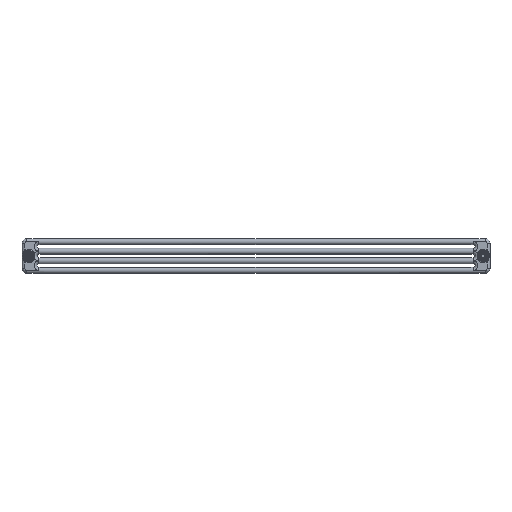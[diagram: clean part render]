
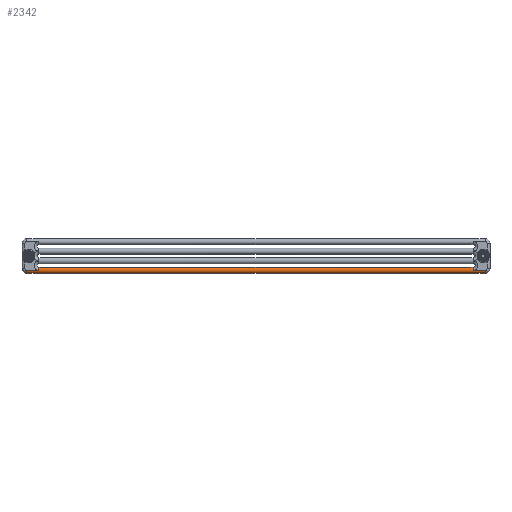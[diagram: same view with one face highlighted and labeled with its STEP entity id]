
A CAD part, left-side view. The second image highlights one B-rep face of the part: STEP entity #2342.
In plain terms, the highlighted cylindrical face has radius 12.5 mm (diameter 25 mm), a partial arc.
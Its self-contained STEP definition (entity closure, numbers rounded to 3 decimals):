
#540=DIRECTION('',(0.,1.,0.));
#541=VECTOR('',#540,51.85);
#542=CARTESIAN_POINT('',(12.5,-30.125,-0.033));
#543=LINE('',#542,#541);
#576=CARTESIAN_POINT('',(12.5,-30.125,-0.033));
#577=CARTESIAN_POINT('',(13.809,-30.125,-0.033));
#578=CARTESIAN_POINT('',(16.427,-30.125,
-0.4));
#579=CARTESIAN_POINT('',(19.969,-30.125,-2.222));
#580=CARTESIAN_POINT('',(22.781,-30.125,-5.036));
#581=CARTESIAN_POINT('',(24.583,-30.125,-8.55));
#582=CARTESIAN_POINT('',(25.005,-30.125,-11.241));
#583=CARTESIAN_POINT('',(25.,-30.125,-12.6));
#590=DIRECTION('',(0.,-1.,0.));
#591=VECTOR('',#590,1833.1);
#592=CARTESIAN_POINT('',(0.,-41.725,-12.575));
#593=LINE('',#592,#591);
#604=DIRECTION('',(0.,-1.,0.));
#605=VECTOR('',#604,1833.1);
#606=CARTESIAN_POINT('',(25.,-41.725,-12.575));
#607=LINE('',#606,#605);
#608=DIRECTION('',(0.,-1.,0.001));
#609=VECTOR('',#608,11.6);
#610=CARTESIAN_POINT('',(25.,-1874.825,-12.575));
#611=LINE('',#610,#609);
#612=CARTESIAN_POINT('',(12.5,-1886.425,-12.5));
#613=DIRECTION('',(0.,1.,0.));
#614=DIRECTION('',(0.,0.,1.));
#615=AXIS2_PLACEMENT_3D('',#612,#613,#614);
#617=CARTESIAN_POINT('',(12.5,-1938.275,-12.5));
#618=DIRECTION('',(0.,1.,0.));
#619=DIRECTION('',(-1.,0.,-0.008));
#620=AXIS2_PLACEMENT_3D('',#617,#618,#619);
#622=DIRECTION('',(0.,-1.,0.));
#623=VECTOR('',#622,63.45);
#624=CARTESIAN_POINT('',(0.,-1874.825,-12.575));
#625=LINE('',#624,#623);
#626=DIRECTION('',(0.,-1.,0.));
#627=VECTOR('',#626,63.45);
#628=CARTESIAN_POINT('',(0.,21.725,-12.6));
#629=LINE('',#628,#627);
#630=DIRECTION('',(0.,1.,-0.002));
#631=VECTOR('',#630,11.6);
#632=CARTESIAN_POINT('',(25.,-41.725,-12.575));
#633=LINE('',#632,#631);
#1108=DIRECTION('',(0.,1.,0.));
#1109=VECTOR('',#1108,51.85);
#1110=CARTESIAN_POINT('',(12.5,-1938.275,0.));
#1111=LINE('',#1110,#1109);
#1286=CARTESIAN_POINT('',(0.,-1938.275,
-12.567));
#1361=CARTESIAN_POINT('',(0.,21.725,
-12.6));
#1362=CARTESIAN_POINT('',(-0.005,21.725,
-11.241));
#1363=CARTESIAN_POINT('',(0.417,21.725,
-8.55));
#1364=CARTESIAN_POINT('',(2.219,21.725,-5.036));
#1365=CARTESIAN_POINT('',(5.031,21.725,-2.222));
#1366=CARTESIAN_POINT('',(8.573,21.725,
-0.4));
#1367=CARTESIAN_POINT('',(11.191,21.725,
-0.033));
#1368=CARTESIAN_POINT('',(12.5,21.725,
-0.033));
#1480=CARTESIAN_POINT('',(12.5,-30.125,-0.033));
#1481=CARTESIAN_POINT('',(12.5,21.725,
-0.033));
#1482=VERTEX_POINT('',#1480);
#1483=VERTEX_POINT('',#1481);
#1505=VERTEX_POINT('',#1361);
#1514=VERTEX_POINT('',#583);
#1562=CARTESIAN_POINT('',(12.5,-1938.275,0.));
#1563=CARTESIAN_POINT('',(12.5,-1886.425,0.));
#1564=VERTEX_POINT('',#1562);
#1565=VERTEX_POINT('',#1563);
#1594=VERTEX_POINT('',#1286);
#1602=CARTESIAN_POINT('',(25.,-1886.425,-12.6));
#1603=VERTEX_POINT('',#1602);
#1655=CARTESIAN_POINT('',(25.,-41.725,-12.575));
#1656=VERTEX_POINT('',#1655);
#1657=CARTESIAN_POINT('',(0.,-41.725,-12.575));
#1658=VERTEX_POINT('',#1657);
#1665=CARTESIAN_POINT('',(25.,-1874.825,-12.575));
#1666=VERTEX_POINT('',#1665);
#1667=CARTESIAN_POINT('',(0.,-1874.825,-12.575));
#1668=VERTEX_POINT('',#1667);
#2319=CARTESIAN_POINT('',(12.5,-4012.737,-12.5));
#2320=DIRECTION('',(0.,1.,0.));
#2321=DIRECTION('',(-1.,0.,0.));
#2322=AXIS2_PLACEMENT_3D('',#2319,#2320,#2321);
#2323=CYLINDRICAL_SURFACE('',#2322,12.5);
#2324=ORIENTED_EDGE('',*,*,#2306,.T.);
#2325=ORIENTED_EDGE('',*,*,#2304,.T.);
#2327=ORIENTED_EDGE('',*,*,#2326,.F.);
#2329=ORIENTED_EDGE('',*,*,#2328,.F.);
#2331=ORIENTED_EDGE('',*,*,#2330,.F.);
#2332=ORIENTED_EDGE('',*,*,#2296,.F.);
#2333=ORIENTED_EDGE('',*,*,#2294,.F.);
#2334=ORIENTED_EDGE('',*,*,#2314,.F.);
#2336=ORIENTED_EDGE('',*,*,#2335,.T.);
#2337=ORIENTED_EDGE('',*,*,#2246,.F.);
#2338=ORIENTED_EDGE('',*,*,#2278,.T.);
#2339=ORIENTED_EDGE('',*,*,#2308,.F.);
#2340=EDGE_LOOP('',(#2324,#2325,#2327,#2329,#2331,#2332,#2333,#2334,#2336,#2337,
#2338,#2339));
#2341=FACE_OUTER_BOUND('',#2340,.F.);
#584=B_SPLINE_CURVE_WITH_KNOTS('',3,(#576,#577,#578,#579,#580,#581,#582,#583),
.UNSPECIFIED.,.F.,.F.,(4,1,1,1,1,4),(0.,0.2,0.4,0.6,0.8,1.),
.UNSPECIFIED.);
#616=CIRCLE('',#615,12.5);
#621=CIRCLE('',#620,12.5);
#1369=B_SPLINE_CURVE_WITH_KNOTS('',3,(#1361,#1362,#1363,#1364,#1365,#1366,#1367,
#1368),.UNSPECIFIED.,.F.,.F.,(4,1,1,1,1,4),(0.,0.2,0.4,0.6,0.8,1.),
.UNSPECIFIED.);
#2246=EDGE_CURVE('',#1482,#1483,#543,.T.);
#2278=EDGE_CURVE('',#1482,#1514,#584,.T.);
#2294=EDGE_CURVE('',#1658,#1668,#593,.T.);
#2296=EDGE_CURVE('',#1668,#1594,#625,.T.);
#2304=EDGE_CURVE('',#1666,#1603,#611,.T.);
#2306=EDGE_CURVE('',#1656,#1666,#607,.T.);
#2308=EDGE_CURVE('',#1656,#1514,#633,.T.);
#2314=EDGE_CURVE('',#1505,#1658,#629,.T.);
#2326=EDGE_CURVE('',#1565,#1603,#616,.T.);
#2328=EDGE_CURVE('',#1564,#1565,#1111,.T.);
#2330=EDGE_CURVE('',#1594,#1564,#621,.T.);
#2335=EDGE_CURVE('',#1505,#1483,#1369,.T.);
#2342=ADVANCED_FACE('',(#2341),#2323,.T.);
